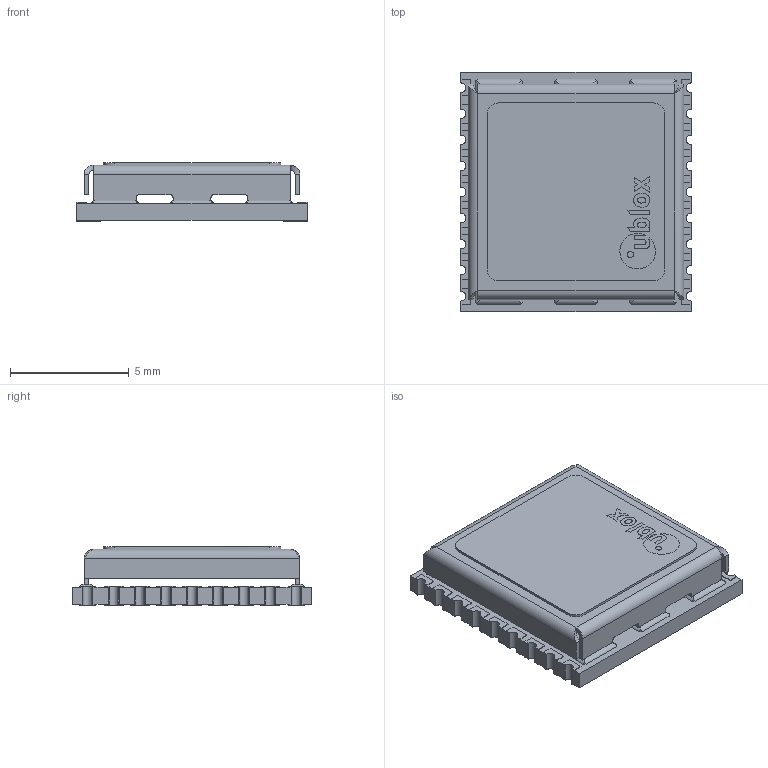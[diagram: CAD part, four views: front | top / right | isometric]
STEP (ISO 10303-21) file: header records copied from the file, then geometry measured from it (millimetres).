
FILE_DESCRIPTION(('FreeCAD Model'),'2;1');
FILE_NAME('ublox_max.step', '2016-09-18T23:13:34',('Author'),(''), 'Open CASCADE STEP processor 6.8','FreeCAD','Unknown');
FILE_SCHEMA(('AUTOMOTIVE_DESIGN_CC2 { 1 2 10303 214 -1 1 5 4 }'));
Length unit declared in the file: millimetre
Products named in the file (2): ASSEMBLY; ublox_max
Assembly tree (1 placements, depth 2):
  ASSEMBLY
    ublox_max
Bounding box: 9.7 x 10.1 x 2.47 mm (x, y, z)
Volume: 100.8 mm3; surface area: 473.6 mm2
Topology: 1 solids, 1 shells, 441 faces, 1267 edges, 834 vertices
Faces by surface type: plane 320, cylinder 73, bspline 48
Entity records: 43509 total; most frequent: CARTESIAN_POINT 16818, DIRECTION 3851, LINE 2791, VECTOR 2791, ORIENTED_EDGE 2534, PCURVE 2534, DEFINITIONAL_REPRESENTATION 2534, EDGE_CURVE 1267
